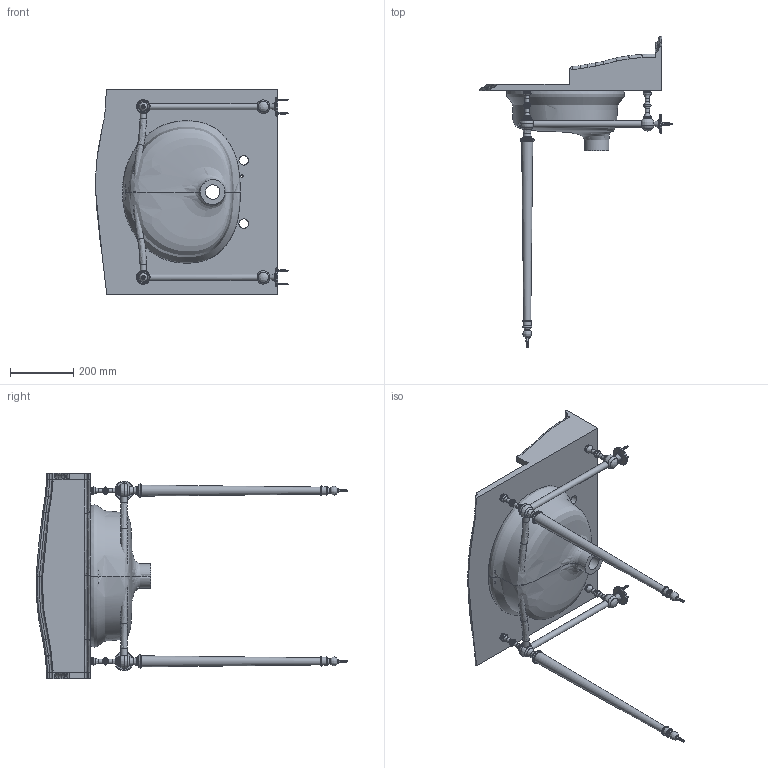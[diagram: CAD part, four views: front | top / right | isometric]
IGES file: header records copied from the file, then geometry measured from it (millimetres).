
Global section: file name: 2929; native system: AutoCAD 2016 - English; preprocessor: Autodesk Translation Framework DWG producer (atf_dwg_producer); organization: unknown; date: 20161027.161301; units: millimetre
Bounding box: 608.7 x 983.95 x 650 mm (x, y, z)
Volume: 14699570.7 mm3; surface area: 1591466.7 mm2
Topology: 30 solids, 30 shells, 675 faces, 1727 edges, 1159 vertices
Faces by surface type: bspline 675
